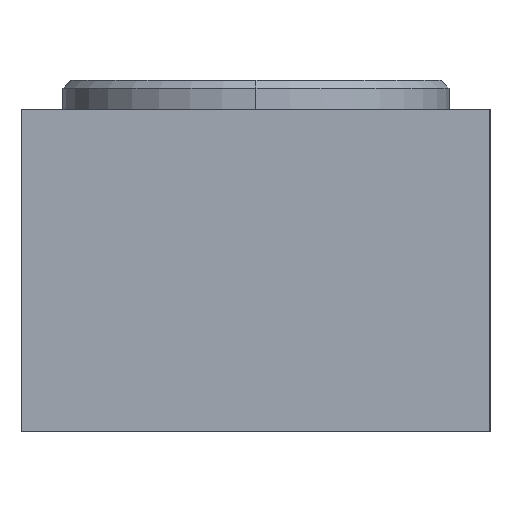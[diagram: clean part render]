
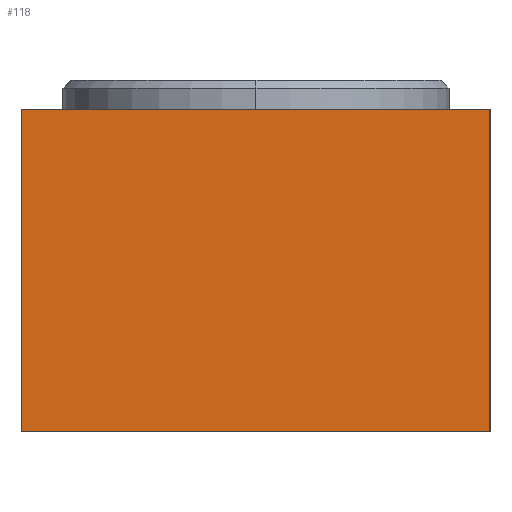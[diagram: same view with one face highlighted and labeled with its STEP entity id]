
A CAD part, left-side view. The second image highlights one B-rep face of the part: STEP entity #118.
In plain terms, the highlighted planar face has unit normal (-1, 0, 0).
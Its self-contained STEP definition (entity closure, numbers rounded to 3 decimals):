
#3 = EDGE_CURVE ( 'NONE', #468, #434, #364, .T. ) ;
#50 = EDGE_CURVE ( 'NONE', #434, #481, #309, .T. ) ;
#64 = EDGE_CURVE ( 'NONE', #482, #481, #365, .T. ) ;
#88 = EDGE_CURVE ( 'NONE', #468, #482, #980, .T. ) ;
#118 = ADVANCED_FACE ( 'NONE', ( #923 ), #669, .F. ) ;
#136 = ORIENTED_EDGE ( 'NONE', *, *, #64, .T. ) ;
#172 = ORIENTED_EDGE ( 'NONE', *, *, #88, .T. ) ;
#196 = ORIENTED_EDGE ( 'NONE', *, *, #50, .F. ) ;
#286 = VECTOR ( 'NONE', #805, 1000. ) ;
#309 = LINE ( 'NONE', #795, #380 ) ;
#310 = VECTOR ( 'NONE', #450, 1000. ) ;
#364 = LINE ( 'NONE', #470, #310 ) ;
#365 = LINE ( 'NONE', #825, #286 ) ;
#375 = EDGE_LOOP ( 'NONE', ( #136, #196, #412, #172 ) ) ;
#380 = VECTOR ( 'NONE', #794, 1000. ) ;
#412 = ORIENTED_EDGE ( 'NONE', *, *, #3, .F. ) ;
#434 = VERTEX_POINT ( 'NONE', #645 ) ;
#450 = DIRECTION ( 'NONE',  ( 0., -1., 0. ) ) ;
#468 = VERTEX_POINT ( 'NONE', #665 ) ;
#470 = CARTESIAN_POINT ( 'NONE',  ( -75., -40., 55. ) ) ;
#481 = VERTEX_POINT ( 'NONE', #661 ) ;
#482 = VERTEX_POINT ( 'NONE', #697 ) ;
#565 = AXIS2_PLACEMENT_3D ( 'NONE', #831, #761, #804 ) ;
#639 = DIRECTION ( 'NONE',  ( 0., 0., -1. ) ) ;
#643 = CARTESIAN_POINT ( 'NONE',  ( -75., 40., 55. ) ) ;
#645 = CARTESIAN_POINT ( 'NONE',  ( -75., -40., 55. ) ) ;
#661 = CARTESIAN_POINT ( 'NONE',  ( -75., -40., 0. ) ) ;
#665 = CARTESIAN_POINT ( 'NONE',  ( -75., 40., 55. ) ) ;
#669 = PLANE ( 'NONE',  #565 ) ;
#697 = CARTESIAN_POINT ( 'NONE',  ( -75., 40., 0. ) ) ;
#761 = DIRECTION ( 'NONE',  ( 1., 0., 0. ) ) ;
#794 = DIRECTION ( 'NONE',  ( 0., 0., -1. ) ) ;
#795 = CARTESIAN_POINT ( 'NONE',  ( -75., -40., 55. ) ) ;
#804 = DIRECTION ( 'NONE',  ( 0., 0., -1. ) ) ;
#805 = DIRECTION ( 'NONE',  ( 0., -1., 0. ) ) ;
#825 = CARTESIAN_POINT ( 'NONE',  ( -75., -40., 0. ) ) ;
#831 = CARTESIAN_POINT ( 'NONE',  ( -75., -40., 55. ) ) ;
#923 = FACE_OUTER_BOUND ( 'NONE', #375, .T. ) ;
#980 = LINE ( 'NONE', #643, #995 ) ;
#995 = VECTOR ( 'NONE', #639, 1000. ) ;
